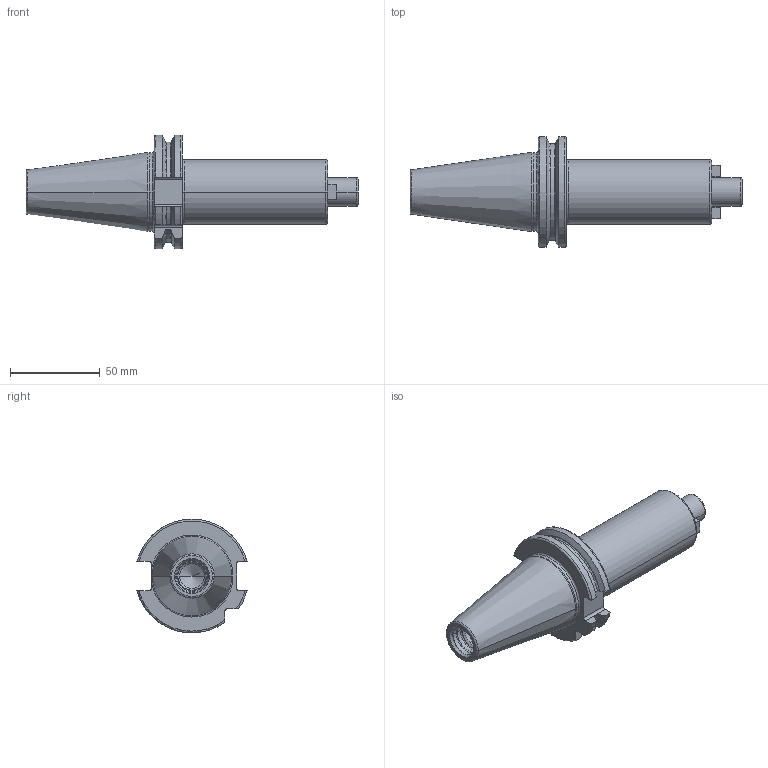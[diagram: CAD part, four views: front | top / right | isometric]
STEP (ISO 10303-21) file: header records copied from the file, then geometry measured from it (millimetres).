
FILE_DESCRIPTION((''),'2;1');
FILE_NAME('40-351-16','2011-08-30T',('mei'),(''),'PRO/ENGINEER BY PARAMETRIC TECHNOLOGY CORPORATION, 2010430','PRO/ENGINEER BY PARAMETRIC TECHNOLOGY CORPORATION, 2010430','');
FILE_SCHEMA(('CONFIG_CONTROL_DESIGN'));
Length unit declared in the file: millimetre
Products named in the file (1): 40-351-16
Bounding box: 185.25 x 61.42 x 63.51 mm (x, y, z)
Volume: 190981 mm3; surface area: 31315.8 mm2
Topology: 1 solids, 3 shells, 114 faces, 285 edges, 178 vertices
Faces by surface type: plane 32, cylinder 32, torus 30, cone 20
Entity records: 3622 total; most frequent: CARTESIAN_POINT 840, DIRECTION 603, ORIENTED_EDGE 554, EDGE_CURVE 281, AXIS2_PLACEMENT_3D 245, VERTEX_POINT 178, CIRCLE 130, EDGE_LOOP 123
